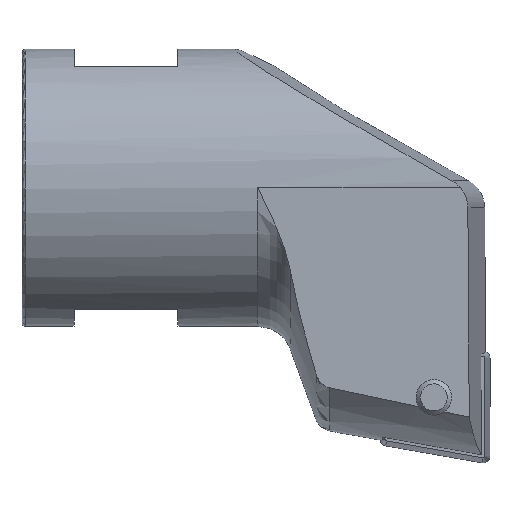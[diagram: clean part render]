
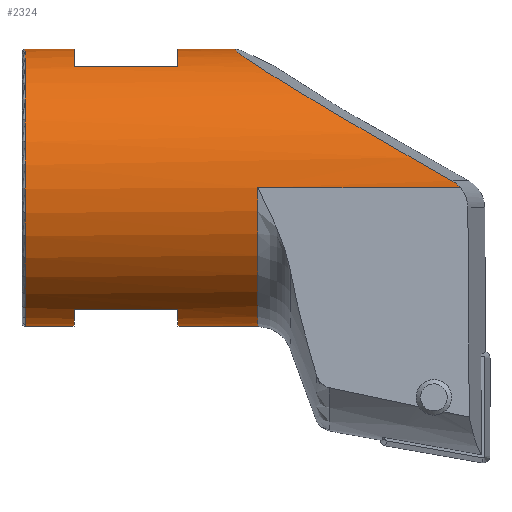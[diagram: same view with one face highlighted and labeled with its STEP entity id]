
A CAD part, front view. The second image highlights one B-rep face of the part: STEP entity #2324.
In plain terms, the highlighted cylindrical face has radius 8 mm (diameter 16 mm), a full revolution.
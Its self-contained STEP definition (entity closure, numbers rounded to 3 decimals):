
#56 = DIRECTION ( 'NONE',  ( 1., 0., 0. ) ) ;
#58 = ORIENTED_EDGE ( 'NONE', *, *, #2717, .T. ) ;
#82 = CARTESIAN_POINT ( 'NONE',  ( -18.561, 9.961, 13.346 ) ) ;
#98 =( BOUNDED_CURVE ( )  B_SPLINE_CURVE ( 3, ( #3122, #2127, #82, #610 ),
 .UNSPECIFIED., .F., .F. ) 
 B_SPLINE_CURVE_WITH_KNOTS ( ( 4, 4 ),
 ( 5.215, 7.21 ),
 .UNSPECIFIED. ) 
 CURVE ( )  GEOMETRIC_REPRESENTATION_ITEM ( )  RATIONAL_B_SPLINE_CURVE ( ( 1., 0.695, 0.695, 1. ) ) 
 REPRESENTATION_ITEM ( '' )  );
#144 = CARTESIAN_POINT ( 'NONE',  ( -24., 3.873, 8.875 ) ) ;
#159 = CARTESIAN_POINT ( 'NONE',  ( -1.71, -8., 15.875 ) ) ;
#205 = EDGE_CURVE ( 'NONE', #1480, #1902, #3019, .T. ) ;
#217 = CARTESIAN_POINT ( 'NONE',  ( -2.009, -7.995, 16.169 ) ) ;
#224 = DIRECTION ( 'NONE',  ( 0., 0., 1. ) ) ;
#225 = FACE_BOUND ( 'NONE', #2281, .T. ) ;
#239 = CARTESIAN_POINT ( 'NONE',  ( -24., -3.873, 22.875 ) ) ;
#242 = CARTESIAN_POINT ( 'NONE',  ( -18.772, -1.916, 26.055 ) ) ;
#244 = AXIS2_PLACEMENT_3D ( 'NONE', #2196, #1728, #969 ) ;
#249 = DIRECTION ( 'NONE',  ( -1., 0., 0. ) ) ;
#267 = CARTESIAN_POINT ( 'NONE',  ( -28.597, 3.873, 8.875 ) ) ;
#279 = DIRECTION ( 'NONE',  ( -1., 0., 0. ) ) ;
#282 = CARTESIAN_POINT ( 'NONE',  ( -18., 0., 15.875 ) ) ;
#312 = EDGE_LOOP ( 'NONE', ( #566, #3054, #1622, #2198 ) ) ;
#341 = EDGE_CURVE ( 'NONE', #3089, #888, #563, .T. ) ;
#361 = EDGE_CURVE ( 'NONE', #3284, #571, #2796, .T. ) ;
#410 = VERTEX_POINT ( 'NONE', #239 ) ;
#421 = CARTESIAN_POINT ( 'NONE',  ( -12.452, 3.852, 22.887 ) ) ;
#433 = ORIENTED_EDGE ( 'NONE', *, *, #709, .T. ) ;
#443 = VECTOR ( 'NONE', #1073, 1000. ) ;
#444 = DIRECTION ( 'NONE',  ( 0., 0., -1. ) ) ;
#479 = FACE_OUTER_BOUND ( 'NONE', #1227, .T. ) ;
#533 = VECTOR ( 'NONE', #1681, 1000. ) ;
#557 = VECTOR ( 'NONE', #56, 1000. ) ;
#562 = VERTEX_POINT ( 'NONE', #1460 ) ;
#563 = CIRCLE ( 'NONE', #3091, 8. ) ;
#564 = CARTESIAN_POINT ( 'NONE',  ( -43.527, -8., 15.875 ) ) ;
#566 = ORIENTED_EDGE ( 'NONE', *, *, #1542, .F. ) ;
#571 = VERTEX_POINT ( 'NONE', #2466 ) ;
#577 = CARTESIAN_POINT ( 'NONE',  ( -28.597, -3.873, 22.875 ) ) ;
#580 = CARTESIAN_POINT ( 'NONE',  ( -28.597, -3.873, 8.875 ) ) ;
#610 = CARTESIAN_POINT ( 'NONE',  ( -13.4, 4.8, 9.475 ) ) ;
#709 = EDGE_CURVE ( 'NONE', #1052, #1580, #805, .T. ) ;
#732 = DIRECTION ( 'NONE',  ( 0., 0., -1. ) ) ;
#805 = CIRCLE ( 'NONE', #1952, 8. ) ;
#809 = LINE ( 'NONE', #577, #443 ) ;
#821 = CARTESIAN_POINT ( 'NONE',  ( -28.597, 0., 15.875 ) ) ;
#833 = CARTESIAN_POINT ( 'NONE',  ( -18., 3.873, 8.875 ) ) ;
#856 = ORIENTED_EDGE ( 'NONE', *, *, #2378, .T. ) ;
#864 = EDGE_LOOP ( 'NONE', ( #1004, #912, #2315, #3127, #856 ) ) ;
#877 = CARTESIAN_POINT ( 'NONE',  ( -18., -3.873, 22.875 ) ) ;
#888 = VERTEX_POINT ( 'NONE', #833 ) ;
#912 = ORIENTED_EDGE ( 'NONE', *, *, #1835, .F. ) ;
#922 = CARTESIAN_POINT ( 'NONE',  ( -26.8, 0., 15.875 ) ) ;
#925 = LINE ( 'NONE', #1655, #533 ) ;
#969 = DIRECTION ( 'NONE',  ( 0., 0., 1. ) ) ;
#1004 = ORIENTED_EDGE ( 'NONE', *, *, #205, .T. ) ;
#1015 = DIRECTION ( 'NONE',  ( 1., 0., 0. ) ) ;
#1028 = CARTESIAN_POINT ( 'NONE',  ( -18., 0., 15.875 ) ) ;
#1042 = FACE_BOUND ( 'NONE', #312, .T. ) ;
#1052 = VERTEX_POINT ( 'NONE', #144 ) ;
#1069 = DIRECTION ( 'NONE',  ( 0., 0., 1. ) ) ;
#1073 = DIRECTION ( 'NONE',  ( 1., 0., 0. ) ) ;
#1079 = CARTESIAN_POINT ( 'NONE',  ( -13.4, -8., 15.875 ) ) ;
#1093 = AXIS2_PLACEMENT_3D ( 'NONE', #821, #1547, #2817 ) ;
#1105 = LINE ( 'NONE', #267, #2363 ) ;
#1213 = CARTESIAN_POINT ( 'NONE',  ( -24., 0., 15.875 ) ) ;
#1227 = EDGE_LOOP ( 'NONE', ( #1905 ) ) ;
#1237 = CYLINDRICAL_SURFACE ( 'NONE', #1093, 8. ) ;
#1256 = VERTEX_POINT ( 'NONE', #2248 ) ;
#1310 = CIRCLE ( 'NONE', #1352, 8. ) ;
#1322 = LINE ( 'NONE', #580, #557 ) ;
#1352 = AXIS2_PLACEMENT_3D ( 'NONE', #1213, #2925, #444 ) ;
#1372 = ORIENTED_EDGE ( 'NONE', *, *, #2357, .T. ) ;
#1456 = AXIS2_PLACEMENT_3D ( 'NONE', #922, #2948, #2714 ) ;
#1460 = CARTESIAN_POINT ( 'NONE',  ( -26.8, 0., 7.875 ) ) ;
#1480 = VERTEX_POINT ( 'NONE', #2694 ) ;
#1528 = LINE ( 'NONE', #564, #2683 ) ;
#1542 = EDGE_CURVE ( 'NONE', #1933, #410, #1310, .T. ) ;
#1547 = DIRECTION ( 'NONE',  ( -1., 0., 0. ) ) ;
#1552 = CARTESIAN_POINT ( 'NONE',  ( -2.194, -7.99, 16.274 ) ) ;
#1580 = VERTEX_POINT ( 'NONE', #2188 ) ;
#1622 = ORIENTED_EDGE ( 'NONE', *, *, #2322, .F. ) ;
#1655 = CARTESIAN_POINT ( 'NONE',  ( -28.597, 3.873, 22.875 ) ) ;
#1681 = DIRECTION ( 'NONE',  ( -1., 0., 0. ) ) ;
#1711 = CIRCLE ( 'NONE', #2159, 8. ) ;
#1728 = DIRECTION ( 'NONE',  ( -1., 0., 0. ) ) ;
#1774 = CARTESIAN_POINT ( 'NONE',  ( -1.848, -8., 16.036 ) ) ;
#1835 = EDGE_CURVE ( 'NONE', #3284, #1902, #1528, .T. ) ;
#1840 = FACE_OUTER_BOUND ( 'NONE', #864, .T. ) ;
#1901 = ORIENTED_EDGE ( 'NONE', *, *, #341, .T. ) ;
#1902 = VERTEX_POINT ( 'NONE', #1079 ) ;
#1905 = ORIENTED_EDGE ( 'NONE', *, *, #2038, .T. ) ;
#1933 = VERTEX_POINT ( 'NONE', #2389 ) ;
#1952 = AXIS2_PLACEMENT_3D ( 'NONE', #1994, #249, #224 ) ;
#1994 = CARTESIAN_POINT ( 'NONE',  ( -24., 0., 15.875 ) ) ;
#2005 = CARTESIAN_POINT ( 'NONE',  ( -2.194, -7.99, 16.274 ) ) ;
#2025 = CARTESIAN_POINT ( 'NONE',  ( -13.795, -7.662, 22.847 ) ) ;
#2038 = EDGE_CURVE ( 'NONE', #562, #562, #3076, .T. ) ;
#2059 = DIRECTION ( 'NONE',  ( -1., 0., 0. ) ) ;
#2091 = DIRECTION ( 'NONE',  ( -1., 0., 0. ) ) ;
#2127 = CARTESIAN_POINT ( 'NONE',  ( -18.106, 9.506, 19.781 ) ) ;
#2159 = AXIS2_PLACEMENT_3D ( 'NONE', #282, #2059, #1069 ) ;
#2176 =( BOUNDED_CURVE ( )  B_SPLINE_CURVE ( 3, ( #3050, #242, #2025, #1552 ),
 .UNSPECIFIED., .F., .F. ) 
 B_SPLINE_CURVE_WITH_KNOTS ( ( 4, 4 ),
 ( 5.712, 7.735 ),
 .UNSPECIFIED. ) 
 CURVE ( )  GEOMETRIC_REPRESENTATION_ITEM ( )  RATIONAL_B_SPLINE_CURVE ( ( 1., 0.687, 0.687, 1. ) ) 
 REPRESENTATION_ITEM ( '' )  );
#2188 = CARTESIAN_POINT ( 'NONE',  ( -24., -3.873, 8.875 ) ) ;
#2196 = CARTESIAN_POINT ( 'NONE',  ( -13.4, 0., 15.875 ) ) ;
#2198 = ORIENTED_EDGE ( 'NONE', *, *, #2831, .F. ) ;
#2248 = CARTESIAN_POINT ( 'NONE',  ( -18., 3.873, 22.875 ) ) ;
#2281 = EDGE_LOOP ( 'NONE', ( #1372, #1901, #58, #433 ) ) ;
#2315 = ORIENTED_EDGE ( 'NONE', *, *, #361, .T. ) ;
#2322 = EDGE_CURVE ( 'NONE', #2848, #1256, #1711, .T. ) ;
#2324 = ADVANCED_FACE ( 'NONE', ( #479, #1840, #225, #1042 ), #1237, .T. ) ;
#2357 = EDGE_CURVE ( 'NONE', #1580, #3089, #1322, .T. ) ;
#2363 = VECTOR ( 'NONE', #279, 1000. ) ;
#2378 = EDGE_CURVE ( 'NONE', #3085, #1480, #98, .T. ) ;
#2389 = CARTESIAN_POINT ( 'NONE',  ( -24., 3.873, 22.875 ) ) ;
#2466 = CARTESIAN_POINT ( 'NONE',  ( -2.194, -7.99, 16.274 ) ) ;
#2683 = VECTOR ( 'NONE', #2091, 1000. ) ;
#2694 = CARTESIAN_POINT ( 'NONE',  ( -13.4, 4.8, 9.475 ) ) ;
#2714 = DIRECTION ( 'NONE',  ( 0., 0., -1. ) ) ;
#2717 = EDGE_CURVE ( 'NONE', #888, #1052, #1105, .T. ) ;
#2796 = B_SPLINE_CURVE_WITH_KNOTS ( 'NONE', 3,
 ( #3263, #1774, #217, #2005 ),
 .UNSPECIFIED., .F., .F.,
 ( 4, 4 ),
 ( 0., 0.001 ),
 .UNSPECIFIED. ) ;
#2806 = EDGE_CURVE ( 'NONE', #3085, #571, #2176, .T. ) ;
#2817 = DIRECTION ( 'NONE',  ( 0., 0., 1. ) ) ;
#2831 = EDGE_CURVE ( 'NONE', #410, #2848, #809, .T. ) ;
#2848 = VERTEX_POINT ( 'NONE', #877 ) ;
#2925 = DIRECTION ( 'NONE',  ( 1., 0., 0. ) ) ;
#2948 = DIRECTION ( 'NONE',  ( 1., 0., 0. ) ) ;
#2951 = CARTESIAN_POINT ( 'NONE',  ( -18., -3.873, 8.875 ) ) ;
#3019 = CIRCLE ( 'NONE', #244, 8. ) ;
#3050 = CARTESIAN_POINT ( 'NONE',  ( -12.452, 3.852, 22.887 ) ) ;
#3054 = ORIENTED_EDGE ( 'NONE', *, *, #3227, .F. ) ;
#3076 = CIRCLE ( 'NONE', #1456, 8. ) ;
#3085 = VERTEX_POINT ( 'NONE', #421 ) ;
#3089 = VERTEX_POINT ( 'NONE', #2951 ) ;
#3091 = AXIS2_PLACEMENT_3D ( 'NONE', #1028, #1015, #732 ) ;
#3122 = CARTESIAN_POINT ( 'NONE',  ( -12.452, 3.852, 22.887 ) ) ;
#3127 = ORIENTED_EDGE ( 'NONE', *, *, #2806, .F. ) ;
#3227 = EDGE_CURVE ( 'NONE', #1256, #1933, #925, .T. ) ;
#3263 = CARTESIAN_POINT ( 'NONE',  ( -1.71, -8., 15.875 ) ) ;
#3284 = VERTEX_POINT ( 'NONE', #159 ) ;
